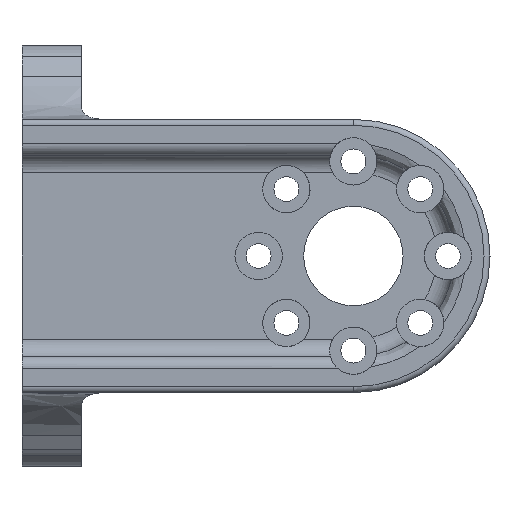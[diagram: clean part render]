
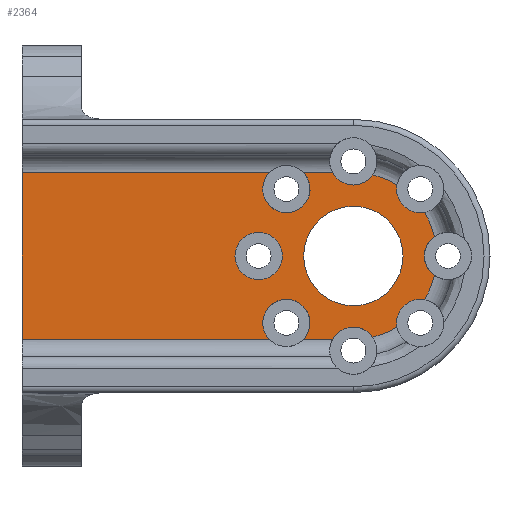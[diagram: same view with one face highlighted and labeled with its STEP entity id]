
A CAD part, left-side view. The second image highlights one B-rep face of the part: STEP entity #2364.
In plain terms, the highlighted face is planar.
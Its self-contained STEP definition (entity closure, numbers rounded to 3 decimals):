
#80=FACE_BOUND('',#432,.T.);
#81=FACE_BOUND('',#433,.T.);
#266=FACE_OUTER_BOUND('',#431,.T.);
#431=EDGE_LOOP('',(#2062,#2063,#2064,#2065,#2066,#2067,#2068,#2069,#2070,
#2071,#2072,#2073,#2074,#2075,#2076,#2077,#2078,#2079,#2080));
#432=EDGE_LOOP('',(#2081));
#433=EDGE_LOOP('',(#2082));
#631=CIRCLE('',#2531,2.);
#633=CIRCLE('',#2534,2.);
#634=CIRCLE('',#2535,2.);
#657=CIRCLE('',#2569,4.2);
#664=CIRCLE('',#2582,2.);
#665=CIRCLE('',#2583,2.);
#667=CIRCLE('',#2587,2.);
#671=CIRCLE('',#2595,2.);
#681=CIRCLE('',#2621,2.);
#682=CIRCLE('',#2622,7.05);
#683=CIRCLE('',#2623,7.05);
#684=CIRCLE('',#2624,2.);
#685=CIRCLE('',#2625,7.05);
#686=CIRCLE('',#2626,7.05);
#687=CIRCLE('',#2627,2.);
#688=CIRCLE('',#2628,2.);
#799=LINE('',#5033,#917);
#800=LINE('',#5035,#918);
#801=LINE('',#5050,#919);
#802=LINE('',#5052,#920);
#803=LINE('',#5053,#921);
#917=VECTOR('',#3205,10.);
#918=VECTOR('',#3206,10.);
#919=VECTOR('',#3223,10.);
#920=VECTOR('',#3224,10.);
#921=VECTOR('',#3225,10.);
#1066=VERTEX_POINT('',#4382);
#1067=VERTEX_POINT('',#4393);
#1070=VERTEX_POINT('',#4421);
#1071=VERTEX_POINT('',#4423);
#1074=VERTEX_POINT('',#4495);
#1116=VERTEX_POINT('',#4762);
#1121=VERTEX_POINT('',#4784);
#1122=VERTEX_POINT('',#4786);
#1123=VERTEX_POINT('',#4788);
#1126=VERTEX_POINT('',#4806);
#1127=VERTEX_POINT('',#4813);
#1131=VERTEX_POINT('',#4831);
#1145=VERTEX_POINT('',#5032);
#1146=VERTEX_POINT('',#5034);
#1147=VERTEX_POINT('',#5036);
#1148=VERTEX_POINT('',#5039);
#1149=VERTEX_POINT('',#5041);
#1150=VERTEX_POINT('',#5044);
#1151=VERTEX_POINT('',#5046);
#1152=VERTEX_POINT('',#5048);
#1153=VERTEX_POINT('',#5051);
#1358=EDGE_CURVE('',#1067,#1066,#631,.T.);
#1363=EDGE_CURVE('',#1071,#1070,#633,.T.);
#1368=EDGE_CURVE('',#1070,#1074,#634,.T.);
#1423=EDGE_CURVE('',#1116,#1116,#657,.T.);
#1435=EDGE_CURVE('',#1122,#1121,#664,.T.);
#1437=EDGE_CURVE('',#1121,#1123,#665,.T.);
#1441=EDGE_CURVE('',#1127,#1126,#667,.T.);
#1447=EDGE_CURVE('',#1131,#1131,#671,.T.);
#1476=EDGE_CURVE('',#1127,#1145,#799,.T.);
#1477=EDGE_CURVE('',#1146,#1126,#800,.T.);
#1478=EDGE_CURVE('',#1146,#1147,#681,.T.);
#1479=EDGE_CURVE('',#1067,#1147,#682,.T.);
#1480=EDGE_CURVE('',#1148,#1066,#683,.T.);
#1481=EDGE_CURVE('',#1148,#1149,#684,.T.);
#1482=EDGE_CURVE('',#1071,#1149,#685,.T.);
#1483=EDGE_CURVE('',#1150,#1074,#686,.T.);
#1484=EDGE_CURVE('',#1150,#1151,#687,.T.);
#1485=EDGE_CURVE('',#1151,#1152,#688,.T.);
#1486=EDGE_CURVE('',#1122,#1152,#801,.T.);
#1487=EDGE_CURVE('',#1153,#1123,#802,.T.);
#1488=EDGE_CURVE('',#1153,#1145,#803,.T.);
#2062=ORIENTED_EDGE('',*,*,#1476,.F.);
#2063=ORIENTED_EDGE('',*,*,#1441,.T.);
#2064=ORIENTED_EDGE('',*,*,#1477,.F.);
#2065=ORIENTED_EDGE('',*,*,#1478,.T.);
#2066=ORIENTED_EDGE('',*,*,#1479,.F.);
#2067=ORIENTED_EDGE('',*,*,#1358,.T.);
#2068=ORIENTED_EDGE('',*,*,#1480,.F.);
#2069=ORIENTED_EDGE('',*,*,#1481,.T.);
#2070=ORIENTED_EDGE('',*,*,#1482,.F.);
#2071=ORIENTED_EDGE('',*,*,#1363,.T.);
#2072=ORIENTED_EDGE('',*,*,#1368,.T.);
#2073=ORIENTED_EDGE('',*,*,#1483,.F.);
#2074=ORIENTED_EDGE('',*,*,#1484,.T.);
#2075=ORIENTED_EDGE('',*,*,#1485,.T.);
#2076=ORIENTED_EDGE('',*,*,#1486,.F.);
#2077=ORIENTED_EDGE('',*,*,#1435,.T.);
#2078=ORIENTED_EDGE('',*,*,#1437,.T.);
#2079=ORIENTED_EDGE('',*,*,#1487,.F.);
#2080=ORIENTED_EDGE('',*,*,#1488,.T.);
#2081=ORIENTED_EDGE('',*,*,#1447,.T.);
#2082=ORIENTED_EDGE('',*,*,#1423,.T.);
#2255=PLANE('',#2620);
#2364=ADVANCED_FACE('',(#266,#80,#81),#2255,.F.);
#2531=AXIS2_PLACEMENT_3D('',#4394,#2981,#2982);
#2534=AXIS2_PLACEMENT_3D('',#4424,#2988,#2989);
#2535=AXIS2_PLACEMENT_3D('',#4506,#2990,#2991);
#2569=AXIS2_PLACEMENT_3D('',#4763,#3078,#3079);
#2582=AXIS2_PLACEMENT_3D('',#4787,#3109,#3110);
#2583=AXIS2_PLACEMENT_3D('',#4799,#3111,#3112);
#2587=AXIS2_PLACEMENT_3D('',#4814,#3120,#3121);
#2595=AXIS2_PLACEMENT_3D('',#4833,#3137,#3138);
#2620=AXIS2_PLACEMENT_3D('',#5031,#3203,#3204);
#2621=AXIS2_PLACEMENT_3D('',#5037,#3207,#3208);
#2622=AXIS2_PLACEMENT_3D('',#5038,#3209,#3210);
#2623=AXIS2_PLACEMENT_3D('',#5040,#3211,#3212);
#2624=AXIS2_PLACEMENT_3D('',#5042,#3213,#3214);
#2625=AXIS2_PLACEMENT_3D('',#5043,#3215,#3216);
#2626=AXIS2_PLACEMENT_3D('',#5045,#3217,#3218);
#2627=AXIS2_PLACEMENT_3D('',#5047,#3219,#3220);
#2628=AXIS2_PLACEMENT_3D('',#5049,#3221,#3222);
#2981=DIRECTION('center_axis',(0.,1.,0.));
#2982=DIRECTION('ref_axis',(0.,0.,
1.));
#2988=DIRECTION('center_axis',(0.,1.,0.));
#2989=DIRECTION('ref_axis',(0.,0.,
1.));
#2990=DIRECTION('center_axis',(0.,1.,0.));
#2991=DIRECTION('ref_axis',(0.,0.,
1.));
#3078=DIRECTION('center_axis',(0.,1.,0.));
#3079=DIRECTION('ref_axis',(0.,0.,
1.));
#3109=DIRECTION('center_axis',(0.,1.,0.));
#3110=DIRECTION('ref_axis',(0.,0.,
1.));
#3111=DIRECTION('center_axis',(0.,1.,0.));
#3112=DIRECTION('ref_axis',(0.,0.,
1.));
#3120=DIRECTION('center_axis',(0.,1.,0.));
#3121=DIRECTION('ref_axis',(0.,0.,
1.));
#3137=DIRECTION('center_axis',(0.,1.,0.));
#3138=DIRECTION('ref_axis',(0.,0.,
1.));
#3203=DIRECTION('center_axis',(0.,1.,0.));
#3204=DIRECTION('ref_axis',(0.,0.,
1.));
#3205=DIRECTION('',(-1.,0.,0.));
#3206=DIRECTION('',(-1.,0.,0.));
#3207=DIRECTION('center_axis',(0.,1.,0.));
#3208=DIRECTION('ref_axis',(0.,0.,
1.));
#3209=DIRECTION('center_axis',(0.,1.,0.));
#3210=DIRECTION('ref_axis',(0.383,0.,-0.924));
#3211=DIRECTION('center_axis',(0.,1.,0.));
#3212=DIRECTION('ref_axis',(0.924,0.,-0.383));
#3213=DIRECTION('center_axis',(0.,1.,0.));
#3214=DIRECTION('ref_axis',(0.,0.,
1.));
#3215=DIRECTION('center_axis',(0.,1.,0.));
#3216=DIRECTION('ref_axis',(0.924,0.,0.383));
#3217=DIRECTION('center_axis',(0.,1.,0.));
#3218=DIRECTION('ref_axis',(0.383,0.,0.924));
#3219=DIRECTION('center_axis',(0.,1.,0.));
#3220=DIRECTION('ref_axis',(0.,0.,
1.));
#3221=DIRECTION('center_axis',(0.,1.,0.));
#3222=DIRECTION('ref_axis',(0.,0.,
1.));
#3223=DIRECTION('',(1.,0.,0.));
#3224=DIRECTION('',(1.,0.,0.));
#3225=DIRECTION('',(0.,0.,-1.));
#4382=CARTESIAN_POINT('',(6.008,-24.25,40.912));
#4393=CARTESIAN_POINT('',(3.688,-24.25,38.592));
#4394=CARTESIAN_POINT('Origin',(5.657,-24.25,38.943));
#4421=CARTESIAN_POINT('',(5.657,-24.25,48.257));
#4423=CARTESIAN_POINT('',(6.008,-24.25,48.288));
#4424=CARTESIAN_POINT('Origin',(5.657,-24.25,50.257));
#4495=CARTESIAN_POINT('',(3.688,-24.25,50.609));
#4506=CARTESIAN_POINT('Origin',(5.657,-24.25,50.257));
#4762=CARTESIAN_POINT('',(0.,-24.25,40.4));
#4763=CARTESIAN_POINT('Origin',(0.,-24.25,
44.6));
#4784=CARTESIAN_POINT('',(-5.657,-24.25,48.257));
#4786=CARTESIAN_POINT('',(-4.222,-24.25,51.65));
#4787=CARTESIAN_POINT('Origin',(-5.657,-24.25,50.257));
#4788=CARTESIAN_POINT('',(-7.092,-24.25,51.65));
#4799=CARTESIAN_POINT('Origin',(-5.657,-24.25,50.257));
#4806=CARTESIAN_POINT('',(-4.222,-24.25,37.55));
#4813=CARTESIAN_POINT('',(-7.092,-24.25,37.55));
#4814=CARTESIAN_POINT('Origin',(-5.657,-24.25,38.943));
#4831=CARTESIAN_POINT('',(-8.,-24.25,42.6));
#4833=CARTESIAN_POINT('Origin',(-8.,-24.25,44.6));
#5031=CARTESIAN_POINT('Origin',(-8.975,-24.25,44.6));
#5032=CARTESIAN_POINT('',(-28.,-24.25,37.55));
#5033=CARTESIAN_POINT('',(-4.488,-24.25,37.55));
#5034=CARTESIAN_POINT('',(-1.76,-24.25,37.55));
#5035=CARTESIAN_POINT('',(-4.488,-24.25,37.55));
#5036=CARTESIAN_POINT('',(1.641,-24.25,37.744));
#5037=CARTESIAN_POINT('Origin',(0.,-24.25,
36.6));
#5038=CARTESIAN_POINT('Origin',(0.,-24.25,
44.6));
#5039=CARTESIAN_POINT('',(6.856,-24.25,42.959));
#5040=CARTESIAN_POINT('Origin',(0.,-24.25,
44.6));
#5041=CARTESIAN_POINT('',(6.856,-24.25,46.241));
#5042=CARTESIAN_POINT('Origin',(8.,-24.25,44.6));
#5043=CARTESIAN_POINT('Origin',(0.,-24.25,
44.6));
#5044=CARTESIAN_POINT('',(1.641,-24.25,51.457));
#5045=CARTESIAN_POINT('Origin',(0.,-24.25,
44.6));
#5046=CARTESIAN_POINT('',(0.,-24.25,50.6));
#5047=CARTESIAN_POINT('Origin',(0.,-24.25,
52.6));
#5048=CARTESIAN_POINT('',(-1.76,-24.25,51.65));
#5049=CARTESIAN_POINT('Origin',(0.,-24.25,
52.6));
#5050=CARTESIAN_POINT('',(-18.488,-24.25,51.65));
#5051=CARTESIAN_POINT('',(-28.,-24.25,51.65));
#5052=CARTESIAN_POINT('',(-18.488,-24.25,51.65));
#5053=CARTESIAN_POINT('',(-28.,-24.25,35.7));
